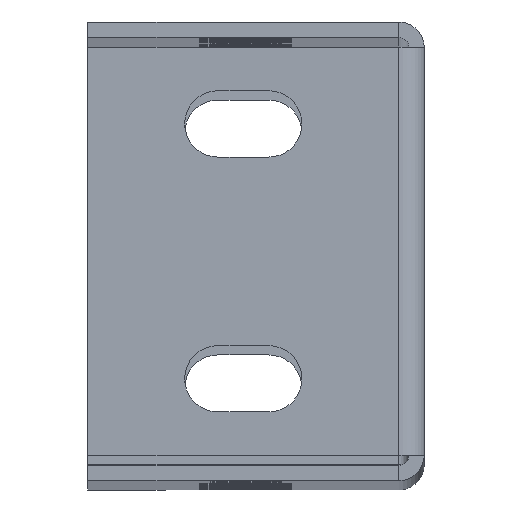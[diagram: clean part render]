
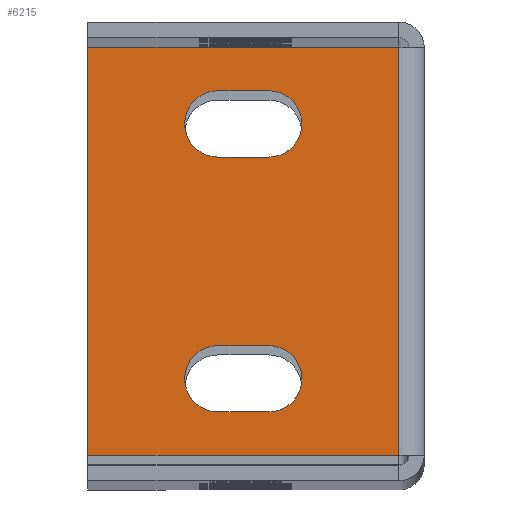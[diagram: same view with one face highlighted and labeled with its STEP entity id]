
A CAD part, top view. The second image highlights one B-rep face of the part: STEP entity #6215.
In plain terms, the highlighted planar face has unit normal (0, 0, 1).
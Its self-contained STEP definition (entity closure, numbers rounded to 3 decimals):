
#137 = CARTESIAN_POINT ( 'NONE',  ( -23.5, -35., 523.5 ) ) ;
#275 = AXIS2_PLACEMENT_3D ( 'NONE', #5639, #5614, #5591 ) ;
#534 = DIRECTION ( 'NONE',  ( -1., 0., 0. ) ) ;
#607 = DIRECTION ( 'NONE',  ( 0., 0., -1. ) ) ;
#652 = CARTESIAN_POINT ( 'NONE',  ( -20.25, -10., 523.5 ) ) ;
#991 = FACE_BOUND ( 'NONE', #8076, .T. ) ;
#1002 = FACE_BOUND ( 'NONE', #5029, .T. ) ;
#1023 = FACE_OUTER_BOUND ( 'NONE', #4914, .T. ) ;
#1253 = VERTEX_POINT ( 'NONE', #5808 ) ;
#1459 = CARTESIAN_POINT ( 'NONE',  ( 0., -13.25, 523.5 ) ) ;
#1473 = VERTEX_POINT ( 'NONE', #8214 ) ;
#1478 = DIRECTION ( 'NONE',  ( -1., 0., 0. ) ) ;
#1479 = DIRECTION ( 'NONE',  ( -1., 0., 0. ) ) ;
#1494 = DIRECTION ( 'NONE',  ( 0., 0., -1. ) ) ;
#1505 = CARTESIAN_POINT ( 'NONE',  ( -20.25, -10., 523.5 ) ) ;
#1890 = DIRECTION ( 'NONE',  ( -1., 0., 0. ) ) ;
#1942 = DIRECTION ( 'NONE',  ( 0., 0., -1. ) ) ;
#1951 = CARTESIAN_POINT ( 'NONE',  ( -15.25, -10., 523.5 ) ) ;
#2087 = EDGE_CURVE ( 'NONE', #6557, #3520, #10962, .T. ) ;
#2120 = VERTEX_POINT ( 'NONE', #10779 ) ;
#2296 = DIRECTION ( 'NONE',  ( 1., 0., 0. ) ) ;
#2425 = DIRECTION ( 'NONE',  ( -1., 0., 0. ) ) ;
#2447 = EDGE_CURVE ( 'NONE', #6557, #1473, #10169, .T. ) ;
#2468 = DIRECTION ( 'NONE',  ( 0., 0., -1. ) ) ;
#2496 = CARTESIAN_POINT ( 'NONE',  ( -20.25, -35., 523.5 ) ) ;
#2551 = EDGE_CURVE ( 'NONE', #1253, #3520, #9871, .T. ) ;
#2651 = CARTESIAN_POINT ( 'NONE',  ( 0., -6.75, 523.5 ) ) ;
#2707 = EDGE_CURVE ( 'NONE', #9692, #5841, #9360, .T. ) ;
#2751 = EDGE_CURVE ( 'NONE', #5841, #10380, #9266, .T. ) ;
#2782 = EDGE_CURVE ( 'NONE', #10380, #10753, #9189, .T. ) ;
#2846 = DIRECTION ( 'NONE',  ( 0., 0., -1. ) ) ;
#2860 = DIRECTION ( 'NONE',  ( -1., 0., 0. ) ) ;
#2894 = EDGE_CURVE ( 'NONE', #10753, #3188, #9038, .T. ) ;
#2903 = CARTESIAN_POINT ( 'NONE',  ( -20.25, -35., 523.5 ) ) ;
#2953 = EDGE_CURVE ( 'NONE', #3188, #9692, #9156, .T. ) ;
#2994 = EDGE_CURVE ( 'NONE', #10608, #7907, #8864, .T. ) ;
#3024 = EDGE_CURVE ( 'NONE', #7907, #5234, #8795, .T. ) ;
#3096 = EDGE_CURVE ( 'NONE', #5234, #2120, #8908, .T. ) ;
#3162 = EDGE_CURVE ( 'NONE', #2120, #7769, #8507, .T. ) ;
#3188 = VERTEX_POINT ( 'NONE', #137 ) ;
#3240 = EDGE_CURVE ( 'NONE', #1473, #1253, #8234, .T. ) ;
#3458 = CARTESIAN_POINT ( 'NONE',  ( -2.5, -2.5, 523.5 ) ) ;
#3520 = VERTEX_POINT ( 'NONE', #7337 ) ;
#3585 = DIRECTION ( 'NONE',  ( -1., 0., 0. ) ) ;
#3632 = CIRCLE ( 'NONE', #8114, 3.25 ) ;
#3767 = CARTESIAN_POINT ( 'NONE',  ( 0., -38.25, 523.5 ) ) ;
#3939 = CARTESIAN_POINT ( 'NONE',  ( -15.25, -13.25, 523.5 ) ) ;
#3950 = DIRECTION ( 'NONE',  ( -1., 0., 0. ) ) ;
#3986 = DIRECTION ( 'NONE',  ( 0., 0., -1. ) ) ;
#4044 = CARTESIAN_POINT ( 'NONE',  ( -15.25, -35., 523.5 ) ) ;
#4517 = DIRECTION ( 'NONE',  ( 1., 0., 0. ) ) ;
#4559 = CARTESIAN_POINT ( 'NONE',  ( 0., -31.75, 523.5 ) ) ;
#4914 = EDGE_LOOP ( 'NONE', ( #6239, #6415, #6437, #6531 ) ) ;
#5029 = EDGE_LOOP ( 'NONE', ( #5755, #5900, #6065, #6120, #6202 ) ) ;
#5234 = VERTEX_POINT ( 'NONE', #3939 ) ;
#5394 = ORIENTED_EDGE ( 'NONE', *, *, #2707, .T. ) ;
#5458 = ORIENTED_EDGE ( 'NONE', *, *, #2751, .T. ) ;
#5493 = ORIENTED_EDGE ( 'NONE', *, *, #2782, .T. ) ;
#5553 = ORIENTED_EDGE ( 'NONE', *, *, #2894, .T. ) ;
#5591 = DIRECTION ( 'NONE',  ( -1., 0., 0. ) ) ;
#5614 = DIRECTION ( 'NONE',  ( 0., 0., -1. ) ) ;
#5620 = AXIS2_PLACEMENT_3D ( 'NONE', #652, #607, #534 ) ;
#5639 = CARTESIAN_POINT ( 'NONE',  ( 0., 0., 523.5 ) ) ;
#5661 = ORIENTED_EDGE ( 'NONE', *, *, #2953, .T. ) ;
#5716 = PLANE ( 'NONE',  #275 ) ;
#5755 = ORIENTED_EDGE ( 'NONE', *, *, #2994, .T. ) ;
#5808 = CARTESIAN_POINT ( 'NONE',  ( -33., -42.5, 523.5 ) ) ;
#5841 = VERTEX_POINT ( 'NONE', #8614 ) ;
#5868 = CARTESIAN_POINT ( 'NONE',  ( -20.25, -31.75, 523.5 ) ) ;
#5900 = ORIENTED_EDGE ( 'NONE', *, *, #3024, .T. ) ;
#5982 = CARTESIAN_POINT ( 'NONE',  ( -20.25, -38.25, 523.5 ) ) ;
#6065 = ORIENTED_EDGE ( 'NONE', *, *, #3096, .T. ) ;
#6120 = ORIENTED_EDGE ( 'NONE', *, *, #3162, .T. ) ;
#6202 = ORIENTED_EDGE ( 'NONE', *, *, #9227, .T. ) ;
#6215 = ADVANCED_FACE ( 'NONE', ( #991, #1002, #1023 ), #5716, .F. ) ;
#6239 = ORIENTED_EDGE ( 'NONE', *, *, #2087, .F. ) ;
#6367 = AXIS2_PLACEMENT_3D ( 'NONE', #1951, #1942, #1890 ) ;
#6415 = ORIENTED_EDGE ( 'NONE', *, *, #2447, .T. ) ;
#6437 = ORIENTED_EDGE ( 'NONE', *, *, #3240, .T. ) ;
#6456 = AXIS2_PLACEMENT_3D ( 'NONE', #2496, #2468, #2425 ) ;
#6525 = CARTESIAN_POINT ( 'NONE',  ( -20.25, -6.75, 523.5 ) ) ;
#6531 = ORIENTED_EDGE ( 'NONE', *, *, #2551, .T. ) ;
#6557 = VERTEX_POINT ( 'NONE', #3458 ) ;
#6673 = AXIS2_PLACEMENT_3D ( 'NONE', #2903, #2846, #2860 ) ;
#7337 = CARTESIAN_POINT ( 'NONE',  ( -2.5, -42.5, 523.5 ) ) ;
#7378 = DIRECTION ( 'NONE',  ( 1., 0., 0. ) ) ;
#7400 = CARTESIAN_POINT ( 'NONE',  ( 0., -42.5, 523.5 ) ) ;
#7606 = AXIS2_PLACEMENT_3D ( 'NONE', #4044, #3986, #3950 ) ;
#7769 = VERTEX_POINT ( 'NONE', #10694 ) ;
#7888 = CARTESIAN_POINT ( 'NONE',  ( -15.25, -38.25, 523.5 ) ) ;
#7907 = VERTEX_POINT ( 'NONE', #9868 ) ;
#8076 = EDGE_LOOP ( 'NONE', ( #5394, #5458, #5493, #5553, #5661 ) ) ;
#8114 = AXIS2_PLACEMENT_3D ( 'NONE', #1505, #1494, #1478 ) ;
#8214 = CARTESIAN_POINT ( 'NONE',  ( -33., -2.5, 523.5 ) ) ;
#8234 = LINE ( 'NONE', #10142, #8288 ) ;
#8288 = VECTOR ( 'NONE', #10225, 1000. ) ;
#8507 = CIRCLE ( 'NONE', #5620, 3.25 ) ;
#8614 = CARTESIAN_POINT ( 'NONE',  ( -15.25, -31.75, 523.5 ) ) ;
#8631 = VECTOR ( 'NONE', #1479, 1000. ) ;
#8795 = CIRCLE ( 'NONE', #6367, 3.25 ) ;
#8864 = LINE ( 'NONE', #2651, #8922 ) ;
#8908 = LINE ( 'NONE', #1459, #8631 ) ;
#8919 = CARTESIAN_POINT ( 'NONE',  ( 0., -2.5, 523.5 ) ) ;
#8922 = VECTOR ( 'NONE', #2296, 1000. ) ;
#8924 = DIRECTION ( 'NONE',  ( -1., 0., 0. ) ) ;
#9038 = CIRCLE ( 'NONE', #6673, 3.25 ) ;
#9156 = CIRCLE ( 'NONE', #6456, 3.25 ) ;
#9178 = VECTOR ( 'NONE', #3585, 1000. ) ;
#9189 = LINE ( 'NONE', #3767, #9178 ) ;
#9227 = EDGE_CURVE ( 'NONE', #7769, #10608, #3632, .T. ) ;
#9266 = CIRCLE ( 'NONE', #7606, 3.25 ) ;
#9341 = VECTOR ( 'NONE', #4517, 1000. ) ;
#9360 = LINE ( 'NONE', #4559, #9341 ) ;
#9692 = VERTEX_POINT ( 'NONE', #5868 ) ;
#9868 = CARTESIAN_POINT ( 'NONE',  ( -15.25, -6.75, 523.5 ) ) ;
#9871 = LINE ( 'NONE', #7400, #9962 ) ;
#9962 = VECTOR ( 'NONE', #7378, 1000. ) ;
#10111 = VECTOR ( 'NONE', #8924, 1000. ) ;
#10142 = CARTESIAN_POINT ( 'NONE',  ( -33., 0., 523.5 ) ) ;
#10169 = LINE ( 'NONE', #8919, #10111 ) ;
#10225 = DIRECTION ( 'NONE',  ( 0., -1., 0. ) ) ;
#10380 = VERTEX_POINT ( 'NONE', #7888 ) ;
#10608 = VERTEX_POINT ( 'NONE', #6525 ) ;
#10694 = CARTESIAN_POINT ( 'NONE',  ( -23.5, -10., 523.5 ) ) ;
#10695 = DIRECTION ( 'NONE',  ( 0., -1., 0. ) ) ;
#10753 = VERTEX_POINT ( 'NONE', #5982 ) ;
#10779 = CARTESIAN_POINT ( 'NONE',  ( -20.25, -13.25, 523.5 ) ) ;
#10814 = CARTESIAN_POINT ( 'NONE',  ( -2.5, -42.5, 523.5 ) ) ;
#10888 = VECTOR ( 'NONE', #10695, 1000. ) ;
#10962 = LINE ( 'NONE', #10814, #10888 ) ;
